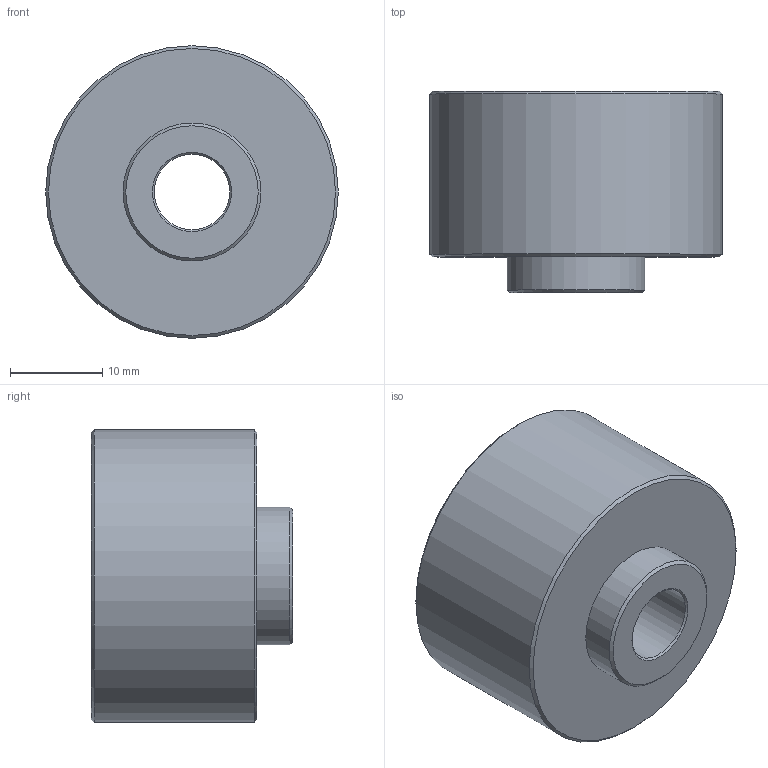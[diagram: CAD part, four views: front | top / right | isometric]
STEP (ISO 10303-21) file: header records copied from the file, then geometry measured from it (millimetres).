
FILE_DESCRIPTION(/* description */ (''),/* implementation_level */ '2;1');
FILE_NAME(/* name */ 'AEA-132x152.stp',/* time_stamp */ '2023-10-19T09:35:25+03:00',/* author */ (''),/* organization */ (''),/* preprocessor_version */ 'ST-DEVELOPER v19.4',/* originating_system */ 'SIEMENS PLM Software NX2306.3001',/* authorisation */ '');
FILE_SCHEMA (('AP203_CONFIGURATION_CONTROLLED_3D_DESIGN_OF_MECHANICAL_PARTS_AND_ASSEMBLIES_MIM_LF { 1 0 10303 403 2 1 2}'));
Length unit declared in the file: millimetre
Products named in the file (1): AEA-132x152
Bounding box: 31.8 x 21.9 x 31.8 mm (x, y, z)
Volume: 13280.8 mm3; surface area: 4062.9 mm2
Topology: 1 solids, 1 shells, 14 faces, 27 edges, 17 vertices
Faces by surface type: cone 6, cylinder 4, plane 4
Full cylindrical faces by diameter (mm): 8.2 x1, 14.99 x1, 15 x1, 31.8 x1
Entity records: 365 total; most frequent: DIRECTION 58, CARTESIAN_POINT 43, AXIS2_PLACEMENT_3D 29, FACE_BOUND 28, EDGE_LOOP 28, ORIENTED_EDGE 28, ADVANCED_FACE 14, VERTEX_POINT 14
